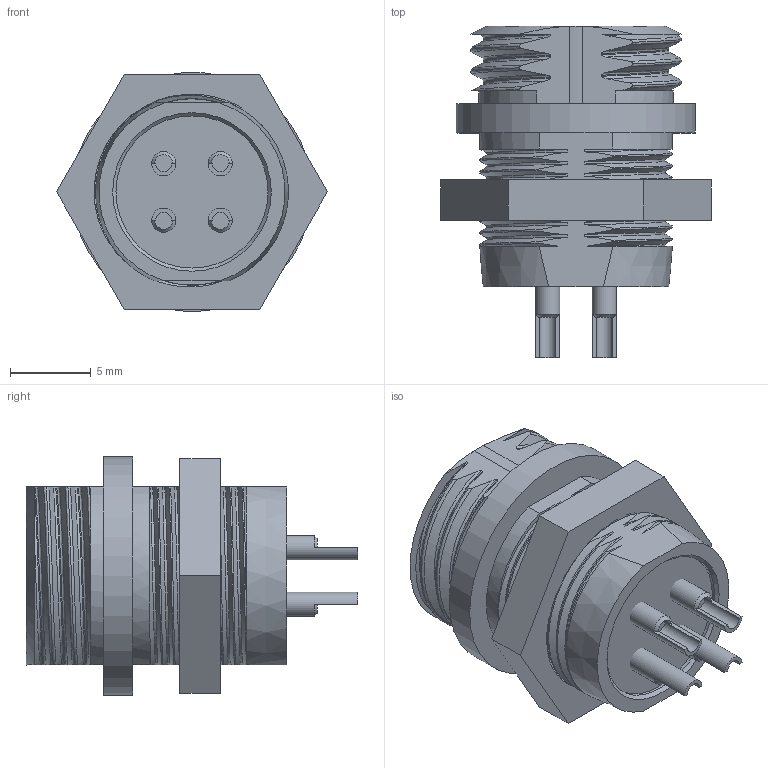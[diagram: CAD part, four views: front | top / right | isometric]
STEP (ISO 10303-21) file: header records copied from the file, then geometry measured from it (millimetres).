
FILE_DESCRIPTION(/* description */ (''),/* implementation_level */ '2;1');
FILE_NAME(/* name */ '8f854f2f-2971-4eca-ba5d-60f5c7e272ad.stp',/* time_stamp */ '2018-01-15T08:16:00+00:00',/* author */ (''),/* organization */ (''),/* preprocessor_version */ 'ST-DEVELOPER v16.13',/* originating_system */ 'Autodesk Translation Framework v6.5.0.72',/* authorisation */ '');
FILE_SCHEMA (('AUTOMOTIVE_DESIGN { 1 0 10303 214 3 1 1 }'));
Length unit declared in the file: millimetre
Products named in the file (1): GX12
Bounding box: 16.74 x 20.5 x 14.78 mm (x, y, z)
Volume: 1406.4 mm3; surface area: 2602.8 mm2
Topology: 7 solids, 7 shells, 215 faces, 581 edges, 382 vertices
Faces by surface type: bspline 76, cylinder 73, plane 53, cone 13
Full cylindrical faces by diameter (mm): 1.5 x4, 9.4 x2, 11.529 x5, 12.096 x4, 14.8 x1
Entity records: 12701 total; most frequent: CARTESIAN_POINT 7999, ORIENTED_EDGE 1162, DIRECTION 637, EDGE_CURVE 581, VERTEX_POINT 382, B_SPLINE_CURVE_WITH_KNOTS 294, EDGE_LOOP 221, AXIS2_PLACEMENT_3D 218
